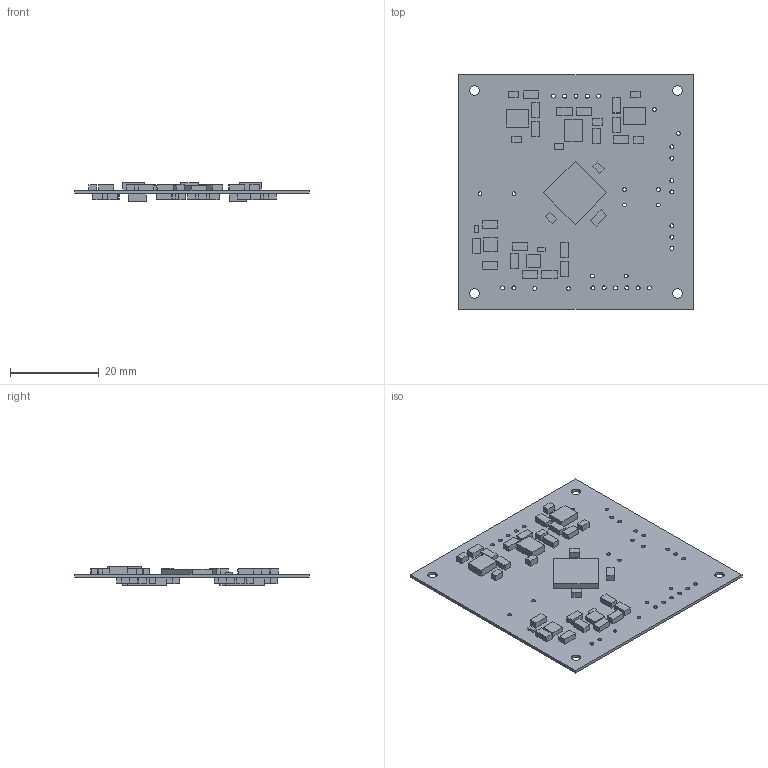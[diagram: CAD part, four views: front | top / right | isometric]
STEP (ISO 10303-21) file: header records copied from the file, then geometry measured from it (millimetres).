
FILE_DESCRIPTION(('Open CASCADE Model'),'2;1');
FILE_NAME('Open CASCADE Shape Model','2016-11-07T12:56:08',('Author'),( 'Open CASCADE'),'Open CASCADE STEP processor 6.8','Open CASCADE 6.8' ,'Unknown');
FILE_SCHEMA(('AUTOMOTIVE_DESIGN { 1 0 10303 214 1 1 1 1 }'));
Length unit declared in the file: millimetre
Products named in the file (123): PCB; Board; U7; 709575088; Extruded; U6; U5; 709575904; U4_Input2; 709574952; U4_Input1; U3; 709575224; U2_Filtering2; 709573864; U2_Filtering1; U1_Filtering2; U1_Filtering1; R27; 709574544; R26; R25; 709574408; R24; R23; 709575768; R22_Input2; R22_Input1; R21_Input2; R21_Input1; R20_Input2; R20_Input1; R19; R18; R17; R16_Filtering2; R16_Filtering1; R15_Filtering2; R15_Filtering1; R14_Filtering2 ...
Assembly tree (204 placements, depth 4):
  PCB
    Board
    U7
      709575088
        Extruded
    U6
      709575088
        Extruded
    U5
      709575904
        Extruded
    U4_Input2
      709574952
        Extruded
    U4_Input1
      709574952
        Extruded
    U3
      709575224
        Extruded
    U2_Filtering2
      709573864
        Extruded
    U2_Filtering1
      709573864
        Extruded
    U1_Filtering2
      709573864
        Extruded
    U1_Filtering1
      709573864
        Extruded
    R27
      709574544
        Extruded
    R26
      709574544
        Extruded
    R25
      709574408
        Extruded
    R24
      709574544
        Extruded
    R23
      709575768
        Extruded
    R22_Input2
      709574544
        Extruded
    R22_Input1
      709574544
        Extruded
    R21_Input2
      709574408
        Extruded
    R21_Input1
      709574408
        Extruded
    R20_Input2
Bounding box: 52.83 x 52.83 x 4.18 mm (x, y, z)
Volume: 2867.3 mm3; surface area: 8560 mm2
Topology: 96 solids, 96 shells, 612 faces, 1260 edges, 840 vertices
Faces by surface type: plane 576, cylinder 36
Full cylindrical faces by diameter (mm): 0.85 x12, 0.9 x20, 2.108 x4
Entity records: 10318 total; most frequent: CARTESIAN_POINT 1769, DIRECTION 1478, LINE 684, VECTOR 684, ORIENTED_EDGE 552, PCURVE 552, DEFINITIONAL_REPRESENTATION 552, AXIS2_PLACEMENT_3D 397
